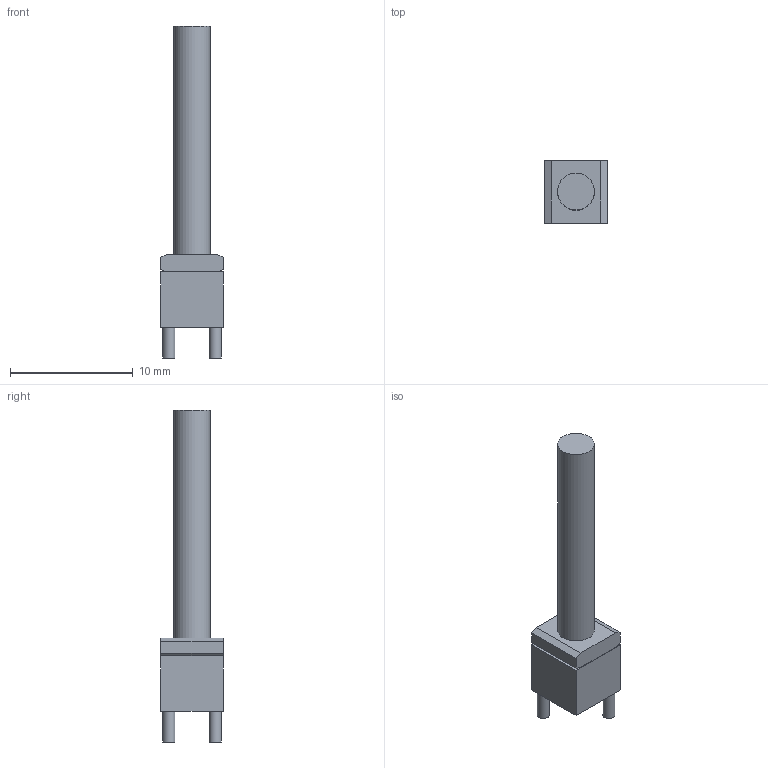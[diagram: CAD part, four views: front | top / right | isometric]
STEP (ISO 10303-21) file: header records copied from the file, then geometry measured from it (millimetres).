
FILE_DESCRIPTION(/* description */ ('Unknown'),/* implementation_level */ '2;1');
FILE_NAME(/* name */ 'LPA-C011301S-20',/* time_stamp */ '2025-01-17T09:24:21+02:00',/* author */ ('Unknown'),/* organization */ ('Unknown'),/* preprocessor_version */ 'ST-DEVELOPER v19.4',/* originating_system */ 'Solid Edge',/* authorisation */ 'Unknown');
FILE_SCHEMA (('AUTOMOTIVE_DESIGN {1 0 10303 214 3 1 1}'));
Length unit declared in the file: millimetre
Products named in the file (1): LPA-C011301S-20
Bounding box: 5.08 x 5.08 x 27 mm (x, y, z)
Volume: 266.8 mm3; surface area: 475.4 mm2
Topology: 2 solids, 2 shells, 33 faces, 71 edges, 46 vertices
Faces by surface type: plane 28, cylinder 5
Full cylindrical faces by diameter (mm): 1 x2, 3 x1, 3.5 x1, 3.51 x1
Entity records: 894 total; most frequent: DIRECTION 146, CARTESIAN_POINT 144, ORIENTED_EDGE 130, EDGE_CURVE 65, LINE 52, VECTOR 52, AXIS2_PLACEMENT_3D 47, VERTEX_POINT 45
